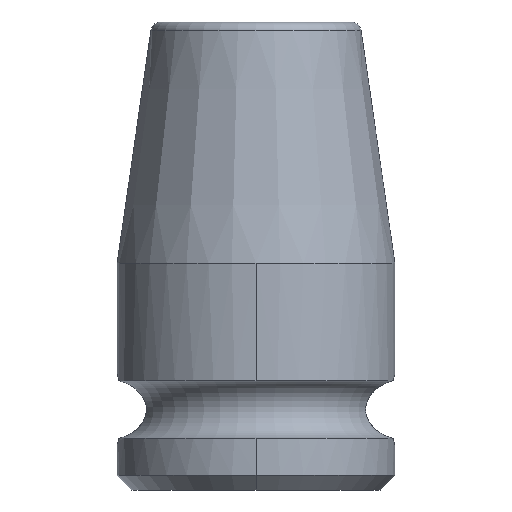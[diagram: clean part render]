
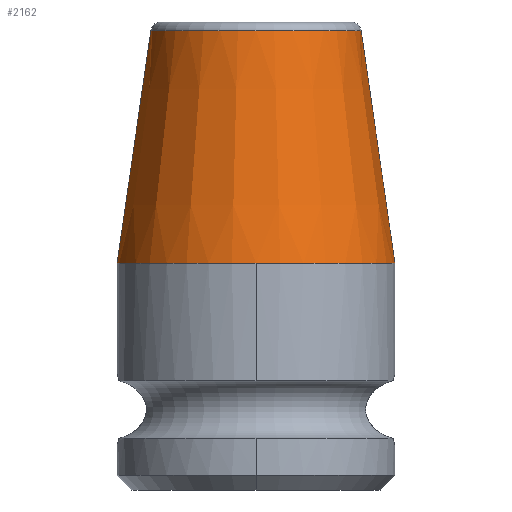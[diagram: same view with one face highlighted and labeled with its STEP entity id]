
A CAD part, left-side view. The second image highlights one B-rep face of the part: STEP entity #2162.
In plain terms, the highlighted conical face has half-angle 8.276 degrees and reference radius 8.344 mm.
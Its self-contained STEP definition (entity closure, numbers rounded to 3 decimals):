
#657=CARTESIAN_POINT('',(0.,0.,15.5));
#658=DIRECTION('',(0.,0.,1.));
#659=DIRECTION('',(0.,1.,0.));
#660=AXIS2_PLACEMENT_3D('',#657,#658,#659);
#829=CARTESIAN_POINT('',(0.,0.,15.5));
#830=DIRECTION('',(0.,0.,1.));
#831=DIRECTION('',(-1.,0.,0.));
#832=AXIS2_PLACEMENT_3D('',#829,#830,#831);
#1046=DIRECTION('',(0.,0.144,-0.99));
#1047=VECTOR('',#1046,16.068);
#1048=CARTESIAN_POINT('',(0.,7.187,
31.401));
#1049=LINE('',#1048,#1047);
#1050=DIRECTION('',(0.,-0.144,-0.99));
#1051=VECTOR('',#1050,16.068);
#1052=CARTESIAN_POINT('',(0.,-7.187,
31.401));
#1053=LINE('',#1052,#1051);
#1064=CARTESIAN_POINT('',(0.,0.,31.401));
#1065=DIRECTION('',(0.,0.,1.));
#1066=DIRECTION('',(0.,1.,0.));
#1067=AXIS2_PLACEMENT_3D('',#1064,#1065,#1066);
#1208=CARTESIAN_POINT('',(0.,9.5,15.5));
#1209=CARTESIAN_POINT('',(-9.5,0.,15.5));
#1210=VERTEX_POINT('',#1208);
#1211=VERTEX_POINT('',#1209);
#1212=CARTESIAN_POINT('',(0.,-9.5,15.5));
#1213=VERTEX_POINT('',#1212);
#1220=CARTESIAN_POINT('',(0.,7.187,31.401));
#1221=CARTESIAN_POINT('',(0.,-7.187,31.401));
#1222=VERTEX_POINT('',#1220);
#1223=VERTEX_POINT('',#1221);
#2150=CARTESIAN_POINT('',(0.,0.,23.45));
#2151=DIRECTION('',(0.,0.,-1.));
#2152=DIRECTION('',(0.,-1.,0.));
#2153=AXIS2_PLACEMENT_3D('',#2150,#2151,#2152);
#2154=CONICAL_SURFACE('',#2153,8.344,8.276);
#2155=ORIENTED_EDGE('',*,*,#2144,.T.);
#2156=ORIENTED_EDGE('',*,*,#2118,.T.);
#2157=ORIENTED_EDGE('',*,*,#1834,.F.);
#2158=ORIENTED_EDGE('',*,*,#1767,.F.);
#2159=ORIENTED_EDGE('',*,*,#2114,.F.);
#2160=EDGE_LOOP('',(#2155,#2156,#2157,#2158,#2159));
#2161=FACE_OUTER_BOUND('',#2160,.F.);
#2162=ADVANCED_FACE('',(#2161),#2154,.T.);
#661=CIRCLE('',#660,9.5);
#833=CIRCLE('',#832,9.5);
#1068=CIRCLE('',#1067,7.187);
#1767=EDGE_CURVE('',#1210,#1211,#661,.T.);
#1834=EDGE_CURVE('',#1211,#1213,#833,.T.);
#2114=EDGE_CURVE('',#1222,#1210,#1049,.T.);
#2118=EDGE_CURVE('',#1223,#1213,#1053,.T.);
#2144=EDGE_CURVE('',#1222,#1223,#1068,.T.);
